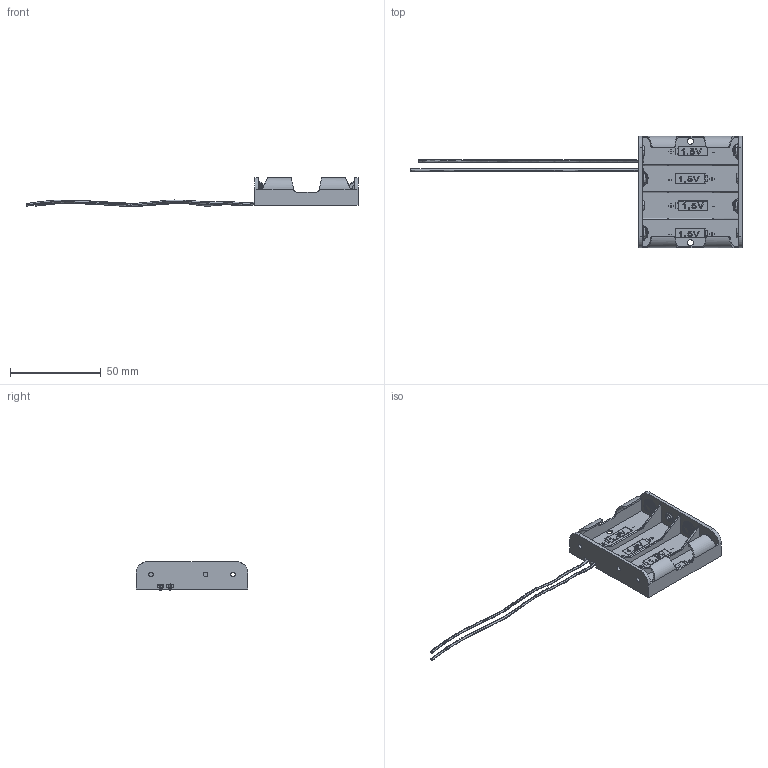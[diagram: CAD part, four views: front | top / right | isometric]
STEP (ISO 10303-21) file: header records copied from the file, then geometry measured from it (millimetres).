
FILE_DESCRIPTION (( 'STEP AP214' ), '1' );
FILE_NAME ('Battery_Holder_4xAA.STEP', '2016-03-09T20:02:48', ( '' ), ( '' ), 'SwSTEP 2.0', 'SolidWorks 2016', '' );
FILE_SCHEMA (( 'AUTOMOTIVE_DESIGN' ));
Length unit declared in the file: millimetre
Products named in the file (1): Battery_Holder_4xAA
Bounding box: 183.2 x 61.47 x 15.84 mm (x, y, z)
Volume: 9238.8 mm3; surface area: 16655.6 mm2
Topology: 4 solids, 4 shells, 522 faces, 1396 edges, 914 vertices
Faces by surface type: plane 335, bspline 80, cylinder 77, torus 30
Entity records: 30639 total; most frequent: CARTESIAN_POINT 17509, ORIENTED_EDGE 2792, DIRECTION 2238, EDGE_CURVE 1396, LINE 990, VECTOR 990, VERTEX_POINT 914, AXIS2_PLACEMENT_3D 624
